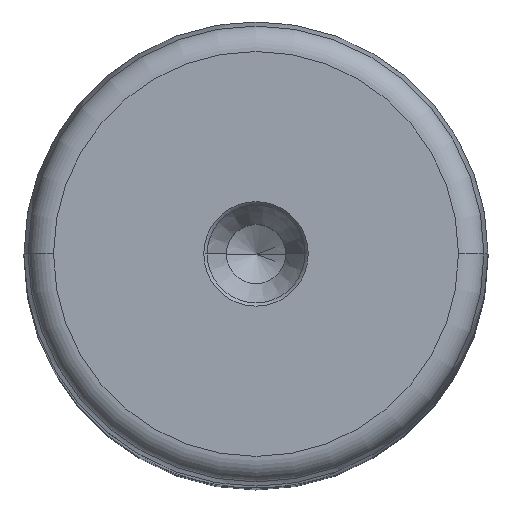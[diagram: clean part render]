
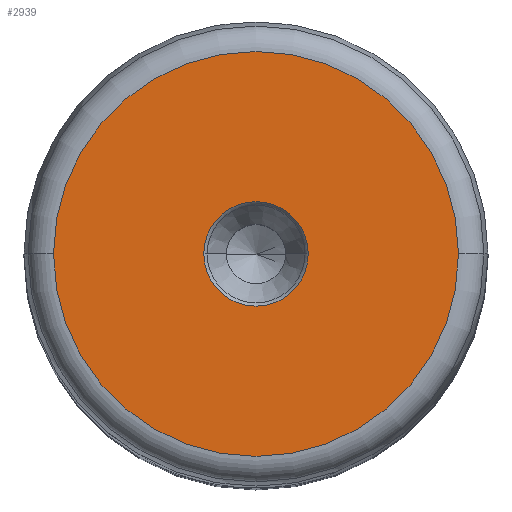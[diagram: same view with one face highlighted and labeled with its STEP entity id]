
A CAD part, top view. The second image highlights one B-rep face of the part: STEP entity #2939.
In plain terms, the highlighted planar face has unit normal (0, 0, 1).
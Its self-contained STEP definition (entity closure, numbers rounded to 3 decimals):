
#3 = CARTESIAN_POINT ( 'NONE',  ( 9., 0., 400. ) ) ;
#58 = DIRECTION ( 'NONE',  ( 0., 0., 1. ) ) ;
#147 = ORIENTED_EDGE ( 'NONE', *, *, #627, .T. ) ;
#205 = AXIS2_PLACEMENT_3D ( 'NONE', #634, #1109, #1119 ) ;
#217 = DIRECTION ( 'NONE',  ( 0., 0., 1. ) ) ;
#306 = CIRCLE ( 'NONE', #973, 9. ) ;
#351 = CARTESIAN_POINT ( 'NONE',  ( 34.9, 0., 400. ) ) ;
#444 = CARTESIAN_POINT ( 'NONE',  ( -34.9, 0., 400. ) ) ;
#523 = CIRCLE ( 'NONE', #1987, 34.9 ) ;
#529 = FACE_OUTER_BOUND ( 'NONE', #1737, .T. ) ;
#627 = EDGE_CURVE ( 'NONE', #753, #690, #306, .T. ) ;
#634 = CARTESIAN_POINT ( 'NONE',  ( 0., 0., 400. ) ) ;
#656 = VERTEX_POINT ( 'NONE', #444 ) ;
#666 = DIRECTION ( 'NONE',  ( -1., 0., 0. ) ) ;
#690 = VERTEX_POINT ( 'NONE', #3 ) ;
#753 = VERTEX_POINT ( 'NONE', #2650 ) ;
#803 = DIRECTION ( 'NONE',  ( 1., 0., 0. ) ) ;
#973 = AXIS2_PLACEMENT_3D ( 'NONE', #1867, #1889, #666 ) ;
#1104 = EDGE_CURVE ( 'NONE', #2024, #656, #523, .T. ) ;
#1109 = DIRECTION ( 'NONE',  ( 0., 0., -1. ) ) ;
#1119 = DIRECTION ( 'NONE',  ( -1., 0., 0. ) ) ;
#1161 = EDGE_CURVE ( 'NONE', #656, #2024, #2003, .T. ) ;
#1270 = EDGE_LOOP ( 'NONE', ( #147, #2614 ) ) ;
#1414 = DIRECTION ( 'NONE',  ( 1., 0., 0. ) ) ;
#1575 = EDGE_CURVE ( 'NONE', #690, #753, #2358, .T. ) ;
#1652 = CARTESIAN_POINT ( 'NONE',  ( 0., 0., 400. ) ) ;
#1664 = DIRECTION ( 'NONE',  ( 0., 0., 1. ) ) ;
#1737 = EDGE_LOOP ( 'NONE', ( #2745, #1763 ) ) ;
#1763 = ORIENTED_EDGE ( 'NONE', *, *, #1161, .T. ) ;
#1867 = CARTESIAN_POINT ( 'NONE',  ( 0., 0., 400. ) ) ;
#1870 = CARTESIAN_POINT ( 'NONE',  ( 0., 0., 400. ) ) ;
#1889 = DIRECTION ( 'NONE',  ( 0., 0., -1. ) ) ;
#1987 = AXIS2_PLACEMENT_3D ( 'NONE', #1870, #1664, #1414 ) ;
#2003 = CIRCLE ( 'NONE', #2749, 34.9 ) ;
#2024 = VERTEX_POINT ( 'NONE', #351 ) ;
#2358 = CIRCLE ( 'NONE', #205, 9. ) ;
#2371 = DIRECTION ( 'NONE',  ( 1., 0., 0. ) ) ;
#2609 = AXIS2_PLACEMENT_3D ( 'NONE', #1652, #217, #2371 ) ;
#2614 = ORIENTED_EDGE ( 'NONE', *, *, #1575, .T. ) ;
#2650 = CARTESIAN_POINT ( 'NONE',  ( -9., 0., 400. ) ) ;
#2745 = ORIENTED_EDGE ( 'NONE', *, *, #1104, .T. ) ;
#2749 = AXIS2_PLACEMENT_3D ( 'NONE', #2942, #58, #803 ) ;
#2939 = ADVANCED_FACE ( 'NONE', ( #2948, #529 ), #3108, .T. ) ;
#2942 = CARTESIAN_POINT ( 'NONE',  ( 0., 0., 400. ) ) ;
#2948 = FACE_BOUND ( 'NONE', #1270, .T. ) ;
#3108 = PLANE ( 'NONE',  #2609 ) ;
